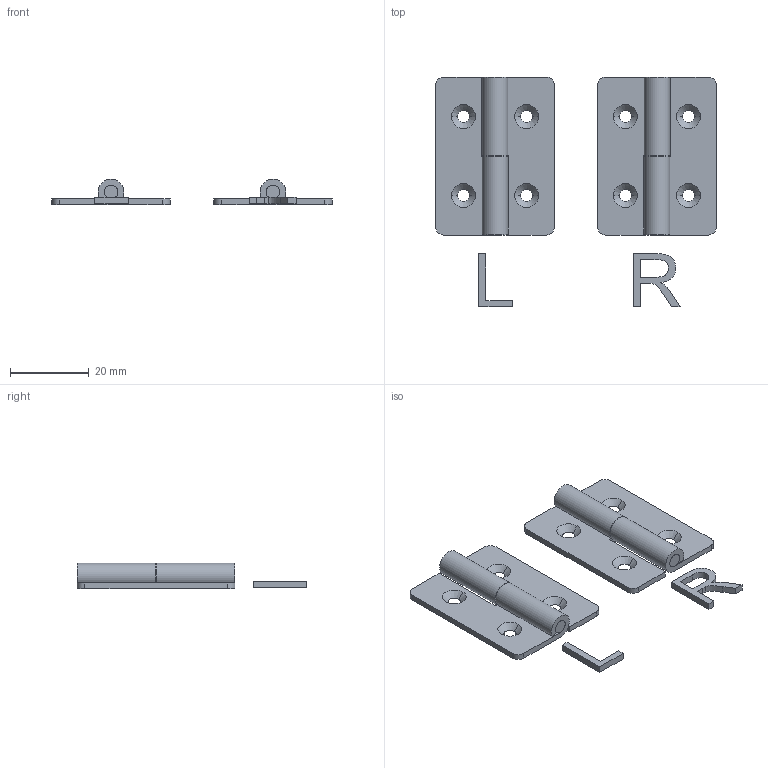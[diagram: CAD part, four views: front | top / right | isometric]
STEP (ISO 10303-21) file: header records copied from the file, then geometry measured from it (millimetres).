
FILE_DESCRIPTION(/* description */ (''),/* implementation_level */ '2;1');
FILE_NAME(/* name */ 'JL253-9 L R',/* time_stamp */ '2024-10-07T08:19:19+08:00',/* author */ (''),/* organization */ (''),/* preprocessor_version */ 'ST-DEVELOPER v19.2',/* originating_system */ 'Rhino 8.5',/* authorisation */ '');
FILE_SCHEMA (('CONFIG_CONTROL_DESIGN'));
Length unit declared in the file: millimetre
Products named in the file (1): Document
Bounding box: 71.02 x 58.22 x 6.5 mm (x, y, z)
Volume: 5517.3 mm3; surface area: 7709.6 mm2
Topology: 6 solids, 6 shells, 100 faces, 254 edges, 166 vertices
Faces by surface type: plane 61, bspline 21, cylinder 18
Entity records: 3419 total; most frequent: CARTESIAN_POINT 1341, ORIENTED_EDGE 508, EDGE_CURVE 254, DIRECTION 211, VERTEX_POINT 166, B_SPLINE_CURVE_WITH_KNOTS 150, AXIS2_PLACEMENT_3D 145, EDGE_LOOP 118
